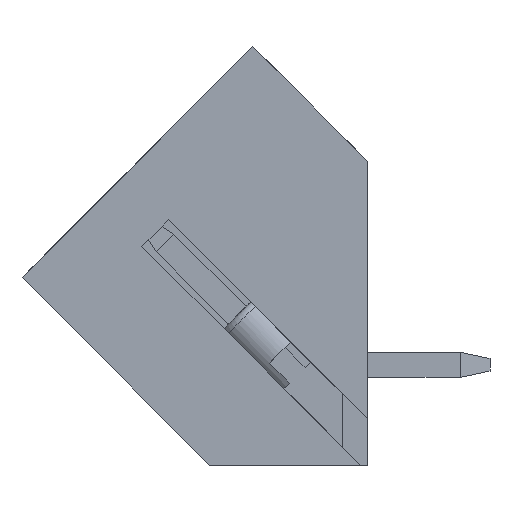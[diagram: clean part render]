
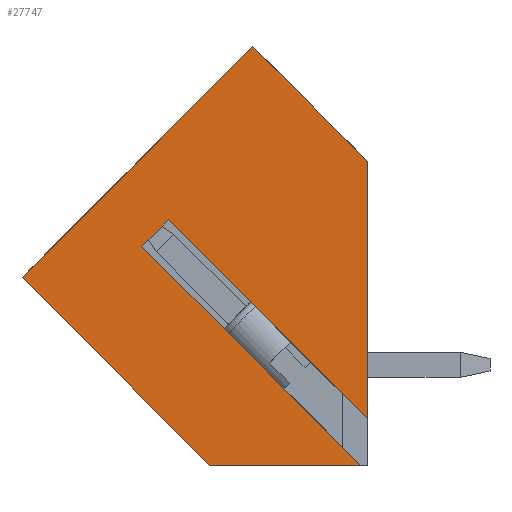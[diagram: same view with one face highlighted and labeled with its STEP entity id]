
A CAD part, left-side view. The second image highlights one B-rep face of the part: STEP entity #27747.
In plain terms, the highlighted planar face has unit normal (-1, 0, 0).
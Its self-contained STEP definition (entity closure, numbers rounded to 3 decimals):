
#631 = DIRECTION ( 'NONE',  ( 0., -0.707, -0.707 ) ) ;
#908 = CARTESIAN_POINT ( 'NONE',  ( 0., 6.337, 7.815 ) ) ;
#1471 = CARTESIAN_POINT ( 'NONE',  ( 0., -1.84, -2.06 ) ) ;
#1812 = VERTEX_POINT ( 'NONE', #12823 ) ;
#2584 = DIRECTION ( 'NONE',  ( 0., 0., -1. ) ) ;
#3001 = LINE ( 'NONE', #25109, #24303 ) ;
#3005 = LINE ( 'NONE', #3349, #30856 ) ;
#3349 = CARTESIAN_POINT ( 'NONE',  ( 0., 3.65, 13.33 ) ) ;
#3732 = VECTOR ( 'NONE', #11212, 1000. ) ;
#4390 = VERTEX_POINT ( 'NONE', #27894 ) ;
#5296 = LINE ( 'NONE', #1471, #10363 ) ;
#7178 = VERTEX_POINT ( 'NONE', #14348 ) ;
#7408 = CARTESIAN_POINT ( 'NONE',  ( 0., 11., 13.33 ) ) ;
#7776 = DIRECTION ( 'NONE',  ( 0., 0.707, 0.707 ) ) ;
#8662 = ORIENTED_EDGE ( 'NONE', *, *, #19696, .F. ) ;
#9273 = LINE ( 'NONE', #26038, #3732 ) ;
#9630 = VECTOR ( 'NONE', #23380, 1000. ) ;
#9671 = EDGE_LOOP ( 'NONE', ( #25179, #20818, #24854, #8662, #21794, #11988, #26993, #22060 ) ) ;
#10363 = VECTOR ( 'NONE', #19098, 1000. ) ;
#10375 = LINE ( 'NONE', #10542, #30749 ) ;
#10542 = CARTESIAN_POINT ( 'NONE',  ( 0., 0., 9.68 ) ) ;
#11212 = DIRECTION ( 'NONE',  ( 0., 0.707, 0.707 ) ) ;
#11297 = LINE ( 'NONE', #29040, #9630 ) ;
#11988 = ORIENTED_EDGE ( 'NONE', *, *, #24914, .T. ) ;
#12823 = CARTESIAN_POINT ( 'NONE',  ( 0., 3.65, 13.33 ) ) ;
#12833 = VERTEX_POINT ( 'NONE', #29619 ) ;
#14314 = CARTESIAN_POINT ( 'NONE',  ( 0., 0., 13.33 ) ) ;
#14348 = CARTESIAN_POINT ( 'NONE',  ( 0., 11., 5.98 ) ) ;
#14916 = AXIS2_PLACEMENT_3D ( 'NONE', #7408, #15041, #2584 ) ;
#15041 = DIRECTION ( 'NONE',  ( 1., 0., 0. ) ) ;
#16232 = CARTESIAN_POINT ( 'NONE',  ( 0., 11., 0. ) ) ;
#16301 = DIRECTION ( 'NONE',  ( 0., 0., 1. ) ) ;
#16922 = EDGE_CURVE ( 'NONE', #29741, #12833, #5296, .T. ) ;
#18275 = CARTESIAN_POINT ( 'NONE',  ( 0., 0.219, 0. ) ) ;
#18361 = CARTESIAN_POINT ( 'NONE',  ( 0., 0., 9.68 ) ) ;
#18484 = CARTESIAN_POINT ( 'NONE',  ( 0., 0., 1.478 ) ) ;
#18972 = FACE_OUTER_BOUND ( 'NONE', #9671, .T. ) ;
#19098 = DIRECTION ( 'NONE',  ( 0., 0.707, 0.707 ) ) ;
#19406 = EDGE_CURVE ( 'NONE', #7178, #4390, #3001, .T. ) ;
#19601 = PLANE ( 'NONE',  #14916 ) ;
#19696 = EDGE_CURVE ( 'NONE', #20553, #21636, #9273, .T. ) ;
#20192 = DIRECTION ( 'NONE',  ( 0., 0.707, -0.707 ) ) ;
#20553 = VERTEX_POINT ( 'NONE', #18484 ) ;
#20818 = ORIENTED_EDGE ( 'NONE', *, *, #16922, .T. ) ;
#21358 = EDGE_CURVE ( 'NONE', #1812, #7178, #3005, .T. ) ;
#21636 = VERTEX_POINT ( 'NONE', #908 ) ;
#21794 = ORIENTED_EDGE ( 'NONE', *, *, #23129, .T. ) ;
#21988 = VECTOR ( 'NONE', #30527, 1000. ) ;
#22060 = ORIENTED_EDGE ( 'NONE', *, *, #19406, .T. ) ;
#22728 = VERTEX_POINT ( 'NONE', #18361 ) ;
#23129 = EDGE_CURVE ( 'NONE', #20553, #22728, #28351, .T. ) ;
#23380 = DIRECTION ( 'NONE',  ( 0., -0.707, 0.707 ) ) ;
#23418 = LINE ( 'NONE', #16232, #21988 ) ;
#23803 = EDGE_CURVE ( 'NONE', #4390, #29741, #23418, .T. ) ;
#23950 = EDGE_CURVE ( 'NONE', #12833, #21636, #11297, .T. ) ;
#24303 = VECTOR ( 'NONE', #631, 1000. ) ;
#24854 = ORIENTED_EDGE ( 'NONE', *, *, #23950, .T. ) ;
#24914 = EDGE_CURVE ( 'NONE', #22728, #1812, #10375, .T. ) ;
#25109 = CARTESIAN_POINT ( 'NONE',  ( 0., 11., 5.98 ) ) ;
#25179 = ORIENTED_EDGE ( 'NONE', *, *, #23803, .T. ) ;
#26038 = CARTESIAN_POINT ( 'NONE',  ( 0., -2.689, -1.211 ) ) ;
#26993 = ORIENTED_EDGE ( 'NONE', *, *, #21358, .T. ) ;
#27599 = VECTOR ( 'NONE', #16301, 1000. ) ;
#27747 = ADVANCED_FACE ( 'NONE', ( #18972 ), #19601, .F. ) ;
#27894 = CARTESIAN_POINT ( 'NONE',  ( 0., 5.02, 0. ) ) ;
#28351 = LINE ( 'NONE', #14314, #27599 ) ;
#29040 = CARTESIAN_POINT ( 'NONE',  ( 0., 7.186, 6.966 ) ) ;
#29619 = CARTESIAN_POINT ( 'NONE',  ( 0., 7.186, 6.966 ) ) ;
#29741 = VERTEX_POINT ( 'NONE', #18275 ) ;
#30527 = DIRECTION ( 'NONE',  ( 0., -1., 0. ) ) ;
#30749 = VECTOR ( 'NONE', #7776, 1000. ) ;
#30856 = VECTOR ( 'NONE', #20192, 1000. ) ;
